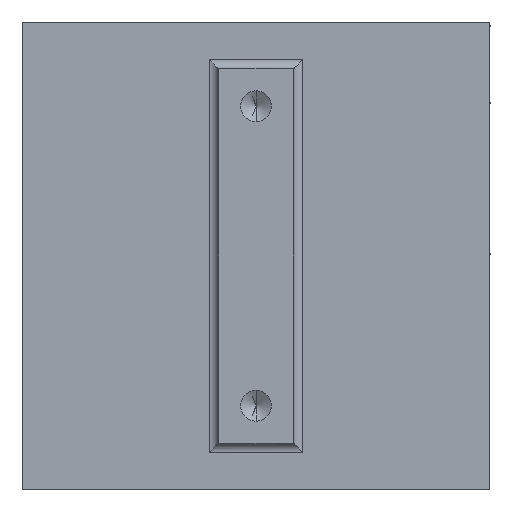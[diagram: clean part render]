
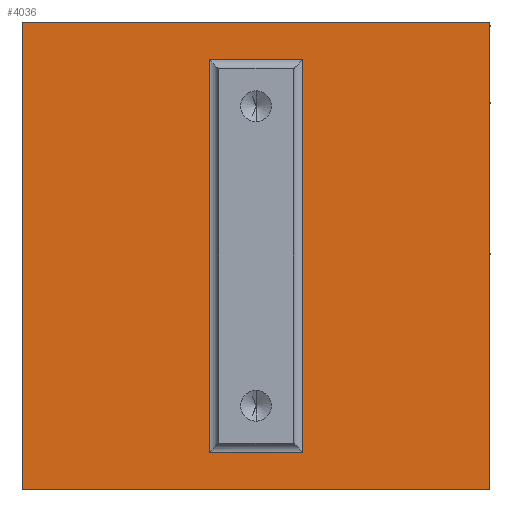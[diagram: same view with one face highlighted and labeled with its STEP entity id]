
A CAD part, front view. The second image highlights one B-rep face of the part: STEP entity #4036.
In plain terms, the highlighted planar face has unit normal (0, -1, 0).
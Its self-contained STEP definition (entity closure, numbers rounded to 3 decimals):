
#197 = CARTESIAN_POINT ( 'NONE',  ( 25., 19., 25. ) ) ;
#559 = VERTEX_POINT ( 'NONE', #3264 ) ;
#644 = ORIENTED_EDGE ( 'NONE', *, *, #1515, .T. ) ;
#667 = VECTOR ( 'NONE', #1581, 1000. ) ;
#820 = VECTOR ( 'NONE', #1764, 1000. ) ;
#826 = FACE_OUTER_BOUND ( 'NONE', #9477, .T. ) ;
#970 = VERTEX_POINT ( 'NONE', #1683 ) ;
#972 = EDGE_CURVE ( 'NONE', #8220, #4625, #1738, .T. ) ;
#1272 = EDGE_CURVE ( 'NONE', #6517, #559, #4040, .T. ) ;
#1502 = CARTESIAN_POINT ( 'NONE',  ( 5., 19., -21. ) ) ;
#1515 = EDGE_CURVE ( 'NONE', #4625, #2501, #6445, .T. ) ;
#1564 = CARTESIAN_POINT ( 'NONE',  ( -25., 19., 25. ) ) ;
#1581 = DIRECTION ( 'NONE',  ( 0., 0., -1. ) ) ;
#1582 = DIRECTION ( 'NONE',  ( -1., 0., 0. ) ) ;
#1683 = CARTESIAN_POINT ( 'NONE',  ( 5., 19., 21. ) ) ;
#1716 = CARTESIAN_POINT ( 'NONE',  ( 4., 19., -25. ) ) ;
#1738 = LINE ( 'NONE', #5558, #4401 ) ;
#1764 = DIRECTION ( 'NONE',  ( 1., 0., 0. ) ) ;
#1779 = ORIENTED_EDGE ( 'NONE', *, *, #1272, .T. ) ;
#1799 = VECTOR ( 'NONE', #5749, 1000. ) ;
#1821 = CARTESIAN_POINT ( 'NONE',  ( -25., 19., 25. ) ) ;
#2332 = VECTOR ( 'NONE', #9656, 1000. ) ;
#2351 = ORIENTED_EDGE ( 'NONE', *, *, #2766, .T. ) ;
#2501 = VERTEX_POINT ( 'NONE', #6902 ) ;
#2739 = CARTESIAN_POINT ( 'NONE',  ( 4., 19., 21. ) ) ;
#2766 = EDGE_CURVE ( 'NONE', #970, #6517, #4692, .T. ) ;
#3089 = CARTESIAN_POINT ( 'NONE',  ( 5., 19., -20. ) ) ;
#3264 = CARTESIAN_POINT ( 'NONE',  ( -5., 19., -21. ) ) ;
#3266 = VERTEX_POINT ( 'NONE', #197 ) ;
#3426 = FACE_BOUND ( 'NONE', #5588, .T. ) ;
#3439 = ORIENTED_EDGE ( 'NONE', *, *, #3829, .F. ) ;
#3446 = LINE ( 'NONE', #5915, #2332 ) ;
#3620 = VECTOR ( 'NONE', #5818, 1000. ) ;
#3653 = VECTOR ( 'NONE', #5800, 1000. ) ;
#3742 = EDGE_CURVE ( 'NONE', #559, #3813, #3446, .T. ) ;
#3813 = VERTEX_POINT ( 'NONE', #6525 ) ;
#3829 = EDGE_CURVE ( 'NONE', #3266, #2501, #5770, .T. ) ;
#4036 = ADVANCED_FACE ( 'NONE', ( #3426, #826 ), #6211, .F. ) ;
#4040 = LINE ( 'NONE', #4944, #6555 ) ;
#4132 = LINE ( 'NONE', #1821, #1799 ) ;
#4401 = VECTOR ( 'NONE', #4757, 1000. ) ;
#4576 = AXIS2_PLACEMENT_3D ( 'NONE', #8817, #9632, #1582 ) ;
#4625 = VERTEX_POINT ( 'NONE', #6172 ) ;
#4692 = LINE ( 'NONE', #3089, #667 ) ;
#4757 = DIRECTION ( 'NONE',  ( 0., 0., -1. ) ) ;
#4865 = ORIENTED_EDGE ( 'NONE', *, *, #972, .T. ) ;
#4871 = ORIENTED_EDGE ( 'NONE', *, *, #5573, .F. ) ;
#4944 = CARTESIAN_POINT ( 'NONE',  ( -4., 19., -21. ) ) ;
#5007 = CARTESIAN_POINT ( 'NONE',  ( 25., 19., 25. ) ) ;
#5558 = CARTESIAN_POINT ( 'NONE',  ( -25., 19., 25. ) ) ;
#5573 = EDGE_CURVE ( 'NONE', #8220, #3266, #4132, .T. ) ;
#5588 = EDGE_LOOP ( 'NONE', ( #8950, #7418, #2351, #1779 ) ) ;
#5749 = DIRECTION ( 'NONE',  ( 1., 0., 0. ) ) ;
#5770 = LINE ( 'NONE', #5007, #3620 ) ;
#5800 = DIRECTION ( 'NONE',  ( 1., 0., 0. ) ) ;
#5818 = DIRECTION ( 'NONE',  ( 0., 0., -1. ) ) ;
#5915 = CARTESIAN_POINT ( 'NONE',  ( -5., 19., 20. ) ) ;
#6172 = CARTESIAN_POINT ( 'NONE',  ( -25., 19., -25. ) ) ;
#6211 = PLANE ( 'NONE',  #4576 ) ;
#6445 = LINE ( 'NONE', #1716, #820 ) ;
#6517 = VERTEX_POINT ( 'NONE', #1502 ) ;
#6525 = CARTESIAN_POINT ( 'NONE',  ( -5., 19., 21. ) ) ;
#6555 = VECTOR ( 'NONE', #8063, 1000. ) ;
#6902 = CARTESIAN_POINT ( 'NONE',  ( 25., 19., -25. ) ) ;
#7162 = EDGE_CURVE ( 'NONE', #3813, #970, #9637, .T. ) ;
#7418 = ORIENTED_EDGE ( 'NONE', *, *, #7162, .T. ) ;
#8063 = DIRECTION ( 'NONE',  ( -1., 0., 0. ) ) ;
#8220 = VERTEX_POINT ( 'NONE', #1564 ) ;
#8817 = CARTESIAN_POINT ( 'NONE',  ( 4., 19., 25. ) ) ;
#8950 = ORIENTED_EDGE ( 'NONE', *, *, #3742, .T. ) ;
#9477 = EDGE_LOOP ( 'NONE', ( #4865, #644, #3439, #4871 ) ) ;
#9632 = DIRECTION ( 'NONE',  ( 0., 1., 0. ) ) ;
#9637 = LINE ( 'NONE', #2739, #3653 ) ;
#9656 = DIRECTION ( 'NONE',  ( 0., 0., 1. ) ) ;
